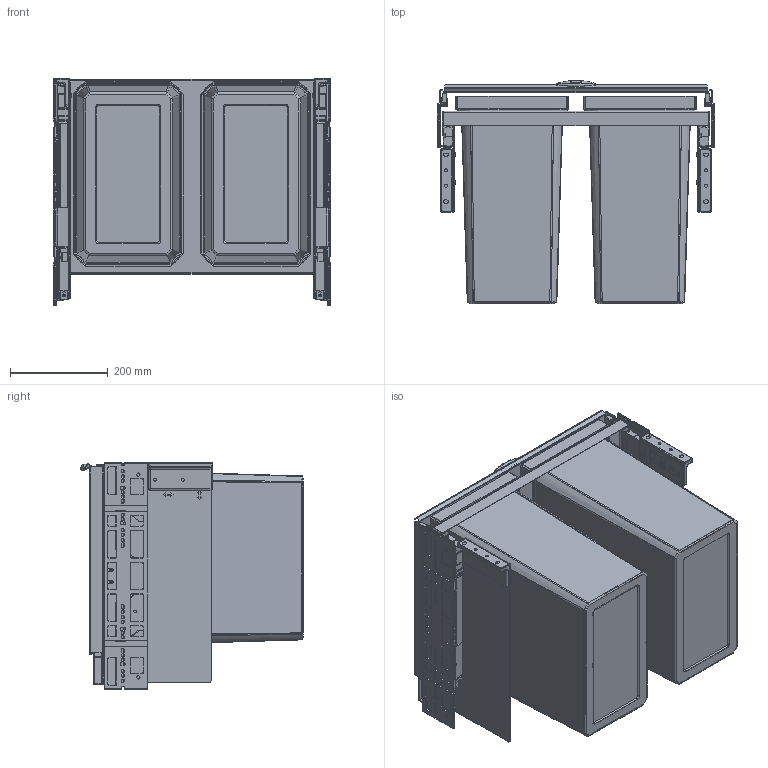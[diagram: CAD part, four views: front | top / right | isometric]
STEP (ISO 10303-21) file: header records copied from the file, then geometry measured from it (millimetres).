
FILE_DESCRIPTION(('STEP AP214'),'1');
FILE_NAME('8012308_V Cox Base 460 S_600-2.STP','2024-08-13T07:48:26',(' '),(' '),'Spatial InterOp 3D',' ',' ');
FILE_SCHEMA(('AUTOMOTIVE_DESIGN { 1 0 10303 214 1 1 1 1 }'));
Length unit declared in the file: millimetre
Products named in the file (1): 3D-Objekt
Bounding box: 568 x 455.76 x 464 mm (x, y, z)
Volume: 4694819.1 mm3; surface area: 3960194.6 mm2
Topology: 29 solids, 31 shells, 4222 faces, 10864 edges, 6782 vertices
Faces by surface type: plane 1754, cylinder 1630, torus 570, cone 106, bspline 88, sphere 74
Entity records: 185910 total; most frequent: CARTESIAN_POINT 27811, DIRECTION 22952, ORIENTED_EDGE 21680, EDGE_CURVE 10840, STYLED_ITEM 10042, PRESENTATION_STYLE_ASSIGNMENT 10042, COLOUR_RGB 10042, CURVE_STYLE 9305
